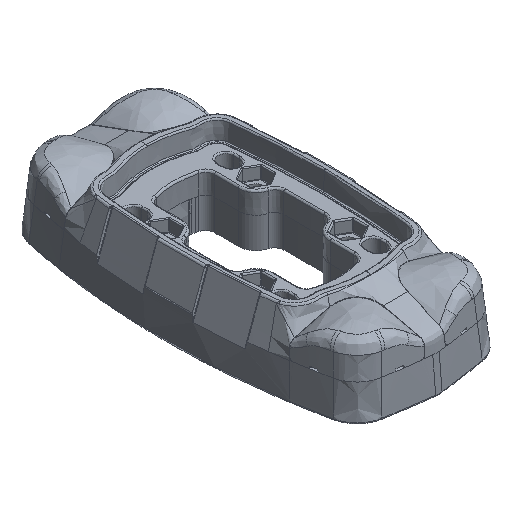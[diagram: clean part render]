
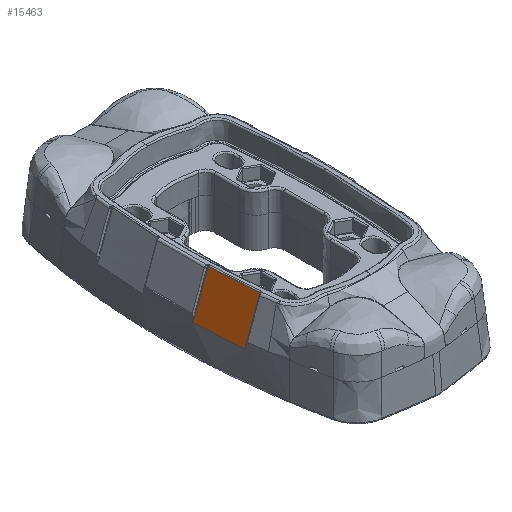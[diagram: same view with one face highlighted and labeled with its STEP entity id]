
A CAD part, isometric view. The second image highlights one B-rep face of the part: STEP entity #15463.
In plain terms, the highlighted conical face has half-angle 20 degrees and reference radius 406.643 mm.
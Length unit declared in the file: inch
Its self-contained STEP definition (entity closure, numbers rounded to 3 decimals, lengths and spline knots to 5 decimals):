
#914 = CONICAL_SURFACE ( 'NONE', #34312, 16.00957, 0.349 ) ;
#1142 = CARTESIAN_POINT ( 'NONE',  ( -2.90465, -2.68138, 8.71199 ) ) ;
#1578 = B_SPLINE_CURVE_WITH_KNOTS ( 'NONE', 3,
 ( #50966, #11941, #8429, #7497 ),
 .UNSPECIFIED., .F., .F.,
 ( 4, 4 ),
 ( 0., 1. ),
 .UNSPECIFIED. ) ;
#2677 = VERTEX_POINT ( 'NONE', #41243 ) ;
#3009 = CARTESIAN_POINT ( 'NONE',  ( -3.01599, -1.97698, 8.57005 ) ) ;
#3347 = EDGE_CURVE ( 'NONE', #32782, #38536, #5099, .T. ) ;
#4798 = CARTESIAN_POINT ( 'NONE',  ( -3.0109, -1.62334, 8.61726 ) ) ;
#5099 = B_SPLINE_CURVE_WITH_KNOTS ( 'NONE', 3,
 ( #1142, #39513, #6212, #20775 ),
 .UNSPECIFIED., .F., .F.,
 ( 4, 4 ),
 ( 0., 1. ),
 .UNSPECIFIED. ) ;
#5459 = EDGE_CURVE ( 'NONE', #38536, #2677, #31794, .T. ) ;
#6139 = ORIENTED_EDGE ( 'NONE', *, *, #59336, .T. ) ;
#6211 = CARTESIAN_POINT ( 'NONE',  ( -2.90465, -2.68138, 8.71199 ) ) ;
#6212 = CARTESIAN_POINT ( 'NONE',  ( -2.84703, -2.68148, 8.86947 ) ) ;
#7497 = CARTESIAN_POINT ( 'NONE',  ( -2.89037, -1.62339, 8.94821 ) ) ;
#7576 = CARTESIAN_POINT ( 'NONE',  ( -2.69967, -1.62338, 9.47183 ) ) ;
#7637 = CARTESIAN_POINT ( 'NONE',  ( -2.81822, -2.6815, 8.94821 ) ) ;
#8204 = EDGE_CURVE ( 'NONE', #2677, #43353, #44187, .T. ) ;
#8429 = CARTESIAN_POINT ( 'NONE',  ( -2.8268, -1.62341, 9.12275 ) ) ;
#9933 = VERTEX_POINT ( 'NONE', #17191 ) ;
#11941 = CARTESIAN_POINT ( 'NONE',  ( -2.76323, -1.62341, 9.29729 ) ) ;
#15120 = CARTESIAN_POINT ( 'NONE',  ( -2.89037, -1.62339, 8.94821 ) ) ;
#15194 = ORIENTED_EDGE ( 'NONE', *, *, #54255, .T. ) ;
#15463 = ADVANCED_FACE ( 'NONE', ( #37965 ), #914, .T. ) ;
#16970 = CARTESIAN_POINT ( 'NONE',  ( -3.02817, -1.62333, 8.5699 ) ) ;
#17022 = CARTESIAN_POINT ( 'NONE',  ( -2.95645, -2.6813, 8.57034 ) ) ;
#17191 = CARTESIAN_POINT ( 'NONE',  ( -2.95645, -2.6813, 8.57034 ) ) ;
#17656 = CARTESIAN_POINT ( 'NONE',  ( 12.97001, -1.07346, 8.56448 ) ) ;
#17911 = CARTESIAN_POINT ( 'NONE',  ( -2.95645, -2.6813, 8.57034 ) ) ;
#19683 = CARTESIAN_POINT ( 'NONE',  ( -2.99365, -1.62334, 8.66463 ) ) ;
#20280 = CARTESIAN_POINT ( 'NONE',  ( -2.69967, -1.62338, 9.47183 ) ) ;
#20775 = CARTESIAN_POINT ( 'NONE',  ( -2.81822, -2.6815, 8.94821 ) ) ;
#23533 = EDGE_CURVE ( 'NONE', #55836, #30911, #62083, .T. ) ;
#24016 = B_SPLINE_CURVE_WITH_KNOTS ( 'NONE', 3,
 ( #53975, #19683, #4798, #24139 ),
 .UNSPECIFIED., .F., .F.,
 ( 4, 4 ),
 ( 0., 1. ),
 .UNSPECIFIED. ) ;
#24127 = CARTESIAN_POINT ( 'NONE',  ( -2.66276, -2.32946, 9.47231 ) ) ;
#24139 = CARTESIAN_POINT ( 'NONE',  ( -3.02817, -1.62333, 8.5699 ) ) ;
#24434 = CARTESIAN_POINT ( 'NONE',  ( -2.62629, -2.68147, 9.47279 ) ) ;
#26959 = CARTESIAN_POINT ( 'NONE',  ( -2.69026, -2.68156, 9.29793 ) ) ;
#27277 = CARTESIAN_POINT ( 'NONE',  ( -2.62629, -2.68147, 9.47279 ) ) ;
#29524 = EDGE_CURVE ( 'NONE', #9933, #32782, #30694, .T. ) ;
#29629 = VERTEX_POINT ( 'NONE', #46226 ) ;
#30694 = B_SPLINE_CURVE_WITH_KNOTS ( 'NONE', 3,
 ( #17022, #36388, #55759, #40827 ),
 .UNSPECIFIED., .F., .F.,
 ( 4, 4 ),
 ( 0., 1. ),
 .UNSPECIFIED. ) ;
#30911 = VERTEX_POINT ( 'NONE', #51014 ) ;
#31794 = B_SPLINE_CURVE_WITH_KNOTS ( 'NONE', 3,
 ( #7637, #41870, #26959, #27277 ),
 .UNSPECIFIED., .F., .F.,
 ( 4, 4 ),
 ( 0., 1. ),
 .UNSPECIFIED. ) ;
#31975 = ORIENTED_EDGE ( 'NONE', *, *, #8204, .T. ) ;
#32782 = VERTEX_POINT ( 'NONE', #6211 ) ;
#32871 = EDGE_CURVE ( 'NONE', #9933, #29629, #47902, .T. ) ;
#34312 = AXIS2_PLACEMENT_3D ( 'NONE', #17656, #42072, #52561 ) ;
#36388 = CARTESIAN_POINT ( 'NONE',  ( -2.9392, -2.68133, 8.61756 ) ) ;
#36998 = ORIENTED_EDGE ( 'NONE', *, *, #32871, .F. ) ;
#37465 = CARTESIAN_POINT ( 'NONE',  ( -2.81822, -2.6815, 8.94821 ) ) ;
#37965 = FACE_OUTER_BOUND ( 'NONE', #42079, .T. ) ;
#38536 = VERTEX_POINT ( 'NONE', #37465 ) ;
#38635 = CARTESIAN_POINT ( 'NONE',  ( -2.91904, -1.62338, 8.86947 ) ) ;
#39235 = CARTESIAN_POINT ( 'NONE',  ( -2.94772, -1.62337, 8.79073 ) ) ;
#39513 = CARTESIAN_POINT ( 'NONE',  ( -2.87584, -2.68143, 8.79073 ) ) ;
#40390 = ORIENTED_EDGE ( 'NONE', *, *, #3347, .T. ) ;
#40827 = CARTESIAN_POINT ( 'NONE',  ( -2.90465, -2.68138, 8.71199 ) ) ;
#41243 = CARTESIAN_POINT ( 'NONE',  ( -2.62629, -2.68147, 9.47279 ) ) ;
#41870 = CARTESIAN_POINT ( 'NONE',  ( -2.75424, -2.68157, 9.12307 ) ) ;
#42072 = DIRECTION ( 'NONE',  ( 0., 0., -1. ) ) ;
#42079 = EDGE_LOOP ( 'NONE', ( #6139, #36998, #53878, #40390, #57908, #31975, #15194, #45657 ) ) ;
#43353 = VERTEX_POINT ( 'NONE', #7576 ) ;
#44187 = B_SPLINE_CURVE_WITH_KNOTS ( 'NONE', 3,
 ( #24434, #24127, #58721, #20280 ),
 .UNSPECIFIED., .F., .F.,
 ( 4, 4 ),
 ( 0., 1. ),
 .UNSPECIFIED. ) ;
#45657 = ORIENTED_EDGE ( 'NONE', *, *, #23533, .T. ) ;
#46226 = CARTESIAN_POINT ( 'NONE',  ( -3.02817, -1.62333, 8.5699 ) ) ;
#46479 = CARTESIAN_POINT ( 'NONE',  ( -2.99201, -2.33003, 8.57019 ) ) ;
#47902 = B_SPLINE_CURVE_WITH_KNOTS ( 'NONE', 3,
 ( #17911, #46479, #3009, #16970 ),
 .UNSPECIFIED., .F., .F.,
 ( 4, 4 ),
 ( 0., 1. ),
 .UNSPECIFIED. ) ;
#50966 = CARTESIAN_POINT ( 'NONE',  ( -2.69967, -1.62338, 9.47183 ) ) ;
#51014 = CARTESIAN_POINT ( 'NONE',  ( -2.9764, -1.62335, 8.71199 ) ) ;
#51267 = CARTESIAN_POINT ( 'NONE',  ( -2.89037, -1.62339, 8.94821 ) ) ;
#52561 = DIRECTION ( 'NONE',  ( 0., 1., 0. ) ) ;
#53878 = ORIENTED_EDGE ( 'NONE', *, *, #29524, .T. ) ;
#53975 = CARTESIAN_POINT ( 'NONE',  ( -2.9764, -1.62335, 8.71199 ) ) ;
#54255 = EDGE_CURVE ( 'NONE', #43353, #55836, #1578, .T. ) ;
#55759 = CARTESIAN_POINT ( 'NONE',  ( -2.92192, -2.68136, 8.66478 ) ) ;
#55836 = VERTEX_POINT ( 'NONE', #51267 ) ;
#57908 = ORIENTED_EDGE ( 'NONE', *, *, #5459, .T. ) ;
#58721 = CARTESIAN_POINT ( 'NONE',  ( -2.68722, -1.97649, 9.47199 ) ) ;
#59239 = CARTESIAN_POINT ( 'NONE',  ( -2.9764, -1.62335, 8.71199 ) ) ;
#59336 = EDGE_CURVE ( 'NONE', #30911, #29629, #24016, .T. ) ;
#62083 = B_SPLINE_CURVE_WITH_KNOTS ( 'NONE', 3,
 ( #15120, #38635, #39235, #59239 ),
 .UNSPECIFIED., .F., .F.,
 ( 4, 4 ),
 ( 0., 1. ),
 .UNSPECIFIED. ) ;
